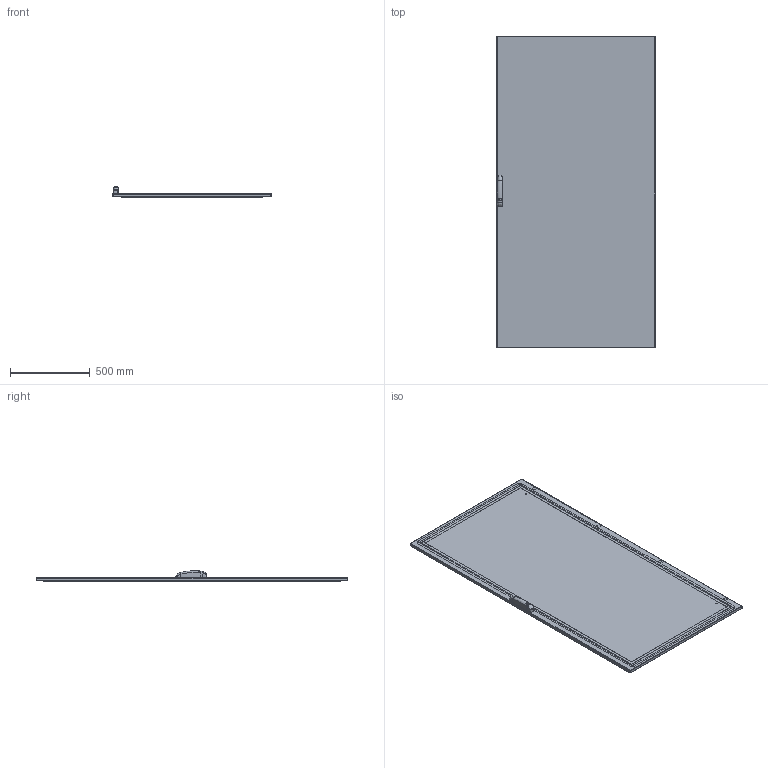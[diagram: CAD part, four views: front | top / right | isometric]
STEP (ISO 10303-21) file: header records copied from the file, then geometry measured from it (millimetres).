
FILE_DESCRIPTION (( 'STEP AP203' ), '1' );
FILE_NAME ('EUPO100200.STEP', '2024-02-07T08:07:25', ( '' ), ( '' ), 'SwSTEP 2.0', 'SolidWorks 2022', '' );
FILE_SCHEMA (( 'CONFIG_CONTROL_DESIGN' ));
Length unit declared in the file: millimetre
Products named in the file (3): AR_ENUX_nuova_maniglia_mesan; AR_ENUX_Porta_singola_2.0_1000x2000_ANT; EUPO100200
Assembly tree (2 placements, depth 2):
  EUPO100200
    AR_ENUX_Porta_singola_2.0_1000x2000_ANT
    AR_ENUX_nuova_maniglia_mesan
Bounding box: 995 x 1960 x 65 mm (x, y, z)
Volume: 5216417.3 mm3; surface area: 4747915.1 mm2
Topology: 2 solids, 2 shells, 918 faces, 2660 edges, 1750 vertices
Faces by surface type: cylinder 588, plane 287, bspline 25, sphere 8, torus 6, cone 4
Entity records: 35284 total; most frequent: CARTESIAN_POINT 9013, DIRECTION 5577, ORIENTED_EDGE 5296, EDGE_CURVE 2648, AXIS2_PLACEMENT_3D 2089, VERTEX_POINT 1750, VECTOR 1399, LINE 1399
